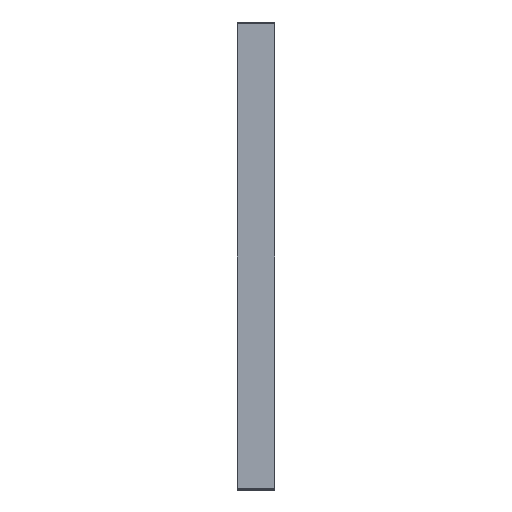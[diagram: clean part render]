
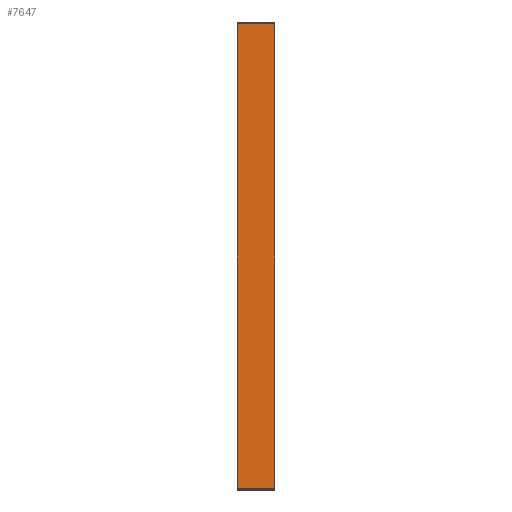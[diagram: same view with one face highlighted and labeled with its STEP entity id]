
A CAD part, left-side view. The second image highlights one B-rep face of the part: STEP entity #7647.
In plain terms, the highlighted planar face has unit normal (-1, 0, 0).
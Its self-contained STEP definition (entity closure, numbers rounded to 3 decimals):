
#882 = VERTEX_POINT ( 'NONE', #3435 ) ;
#1736 = CARTESIAN_POINT ( 'NONE',  ( 0., 5., -123.8 ) ) ;
#1916 = LINE ( 'NONE', #19846, #19576 ) ;
#2027 = ORIENTED_EDGE ( 'NONE', *, *, #9776, .T. ) ;
#2271 = AXIS2_PLACEMENT_3D ( 'NONE', #6579, #17940, #8487 ) ;
#2332 = CARTESIAN_POINT ( 'NONE',  ( 0., 5., -0.5 ) ) ;
#3130 = DIRECTION ( 'NONE',  ( 0., -1., 0. ) ) ;
#3372 = VECTOR ( 'NONE', #3130, 1000. ) ;
#3435 = CARTESIAN_POINT ( 'NONE',  ( 0., -5., -123.8 ) ) ;
#3866 = ORIENTED_EDGE ( 'NONE', *, *, #12503, .T. ) ;
#4231 = DIRECTION ( 'NONE',  ( 0., 0., 1. ) ) ;
#4334 = LINE ( 'NONE', #18771, #19628 ) ;
#5196 = DIRECTION ( 'NONE',  ( 0., 1., 0. ) ) ;
#6210 = DIRECTION ( 'NONE',  ( 0., 0., -1. ) ) ;
#6577 = ORIENTED_EDGE ( 'NONE', *, *, #10897, .F. ) ;
#6579 = CARTESIAN_POINT ( 'NONE',  ( 0., 5., 0. ) ) ;
#7647 = ADVANCED_FACE ( 'NONE', ( #19740 ), #11786, .F. ) ;
#8487 = DIRECTION ( 'NONE',  ( 0., 0., -1. ) ) ;
#8688 = VERTEX_POINT ( 'NONE', #16813 ) ;
#9414 = LINE ( 'NONE', #20760, #15933 ) ;
#9776 = EDGE_CURVE ( 'NONE', #20723, #882, #14921, .T. ) ;
#10257 = ORIENTED_EDGE ( 'NONE', *, *, #11428, .F. ) ;
#10712 = VERTEX_POINT ( 'NONE', #2332 ) ;
#10897 = EDGE_CURVE ( 'NONE', #20723, #10712, #4334, .T. ) ;
#11428 = EDGE_CURVE ( 'NONE', #8688, #882, #9414, .T. ) ;
#11786 = PLANE ( 'NONE',  #2271 ) ;
#12503 = EDGE_CURVE ( 'NONE', #8688, #10712, #1916, .T. ) ;
#14921 = LINE ( 'NONE', #16076, #3372 ) ;
#15933 = VECTOR ( 'NONE', #6210, 1000. ) ;
#16076 = CARTESIAN_POINT ( 'NONE',  ( 0., 5., -123.8 ) ) ;
#16813 = CARTESIAN_POINT ( 'NONE',  ( 0., -5., -0.5 ) ) ;
#17940 = DIRECTION ( 'NONE',  ( 1., 0., 0. ) ) ;
#18771 = CARTESIAN_POINT ( 'NONE',  ( 0., 5., 0. ) ) ;
#19147 = EDGE_LOOP ( 'NONE', ( #6577, #2027, #10257, #3866 ) ) ;
#19576 = VECTOR ( 'NONE', #5196, 1000. ) ;
#19628 = VECTOR ( 'NONE', #4231, 1000. ) ;
#19740 = FACE_OUTER_BOUND ( 'NONE', #19147, .T. ) ;
#19846 = CARTESIAN_POINT ( 'NONE',  ( 0., 5., -0.5 ) ) ;
#20723 = VERTEX_POINT ( 'NONE', #1736 ) ;
#20760 = CARTESIAN_POINT ( 'NONE',  ( 0., -5., 0. ) ) ;
